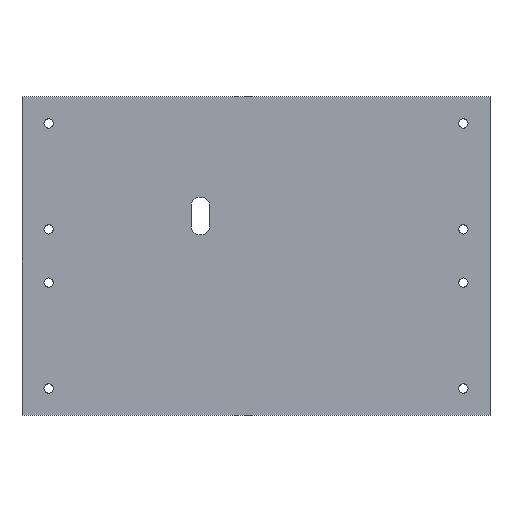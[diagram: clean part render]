
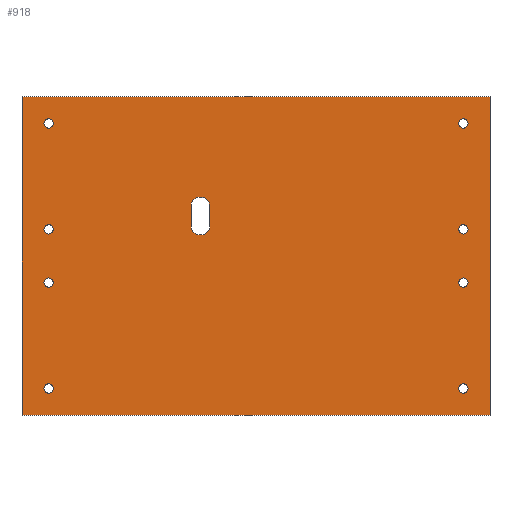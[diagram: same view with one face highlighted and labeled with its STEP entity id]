
A CAD part, top view. The second image highlights one B-rep face of the part: STEP entity #918.
In plain terms, the highlighted planar face has unit normal (0, 0, 1).
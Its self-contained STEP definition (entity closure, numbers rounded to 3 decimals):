
#169=DIRECTION('',(-1.,0.,0.));
#170=VECTOR('',#169,175.8);
#171=CARTESIAN_POINT('',(175.8,0.,3.));
#172=LINE('',#171,#170);
#173=DIRECTION('',(0.,1.,0.));
#174=VECTOR('',#173,119.6);
#175=CARTESIAN_POINT('',(175.8,-119.6,3.));
#176=LINE('',#175,#174);
#177=DIRECTION('',(1.,0.,0.));
#178=VECTOR('',#177,175.8);
#179=CARTESIAN_POINT('',(0.,-119.6,3.));
#180=LINE('',#179,#178);
#181=DIRECTION('',(0.,-1.,0.));
#182=VECTOR('',#181,119.6);
#183=CARTESIAN_POINT('',(0.,0.,3.));
#184=LINE('',#183,#182);
#185=CARTESIAN_POINT('',(165.8,-109.6,3.));
#186=DIRECTION('',(0.,0.,1.));
#187=DIRECTION('',(-1.,0.,0.));
#188=AXIS2_PLACEMENT_3D('',#185,#186,#187);
#190=CARTESIAN_POINT('',(165.8,-109.6,3.));
#191=DIRECTION('',(0.,0.,1.));
#192=DIRECTION('',(1.,0.,0.));
#193=AXIS2_PLACEMENT_3D('',#190,#191,#192);
#195=CARTESIAN_POINT('',(165.8,-69.8,3.));
#196=DIRECTION('',(0.,0.,1.));
#197=DIRECTION('',(-1.,0.,0.));
#198=AXIS2_PLACEMENT_3D('',#195,#196,#197);
#200=CARTESIAN_POINT('',(165.8,-69.8,3.));
#201=DIRECTION('',(0.,0.,1.));
#202=DIRECTION('',(1.,0.,0.));
#203=AXIS2_PLACEMENT_3D('',#200,#201,#202);
#205=CARTESIAN_POINT('',(165.8,-49.8,3.));
#206=DIRECTION('',(0.,0.,1.));
#207=DIRECTION('',(-1.,0.,0.));
#208=AXIS2_PLACEMENT_3D('',#205,#206,#207);
#210=CARTESIAN_POINT('',(165.8,-49.8,3.));
#211=DIRECTION('',(0.,0.,1.));
#212=DIRECTION('',(1.,0.,0.));
#213=AXIS2_PLACEMENT_3D('',#210,#211,#212);
#215=CARTESIAN_POINT('',(165.8,-10.,3.));
#216=DIRECTION('',(0.,0.,1.));
#217=DIRECTION('',(-1.,0.,0.));
#218=AXIS2_PLACEMENT_3D('',#215,#216,#217);
#220=CARTESIAN_POINT('',(165.8,-10.,3.));
#221=DIRECTION('',(0.,0.,1.));
#222=DIRECTION('',(1.,0.,0.));
#223=AXIS2_PLACEMENT_3D('',#220,#221,#222);
#225=CARTESIAN_POINT('',(10.,-10.,3.));
#226=DIRECTION('',(0.,0.,1.));
#227=DIRECTION('',(-1.,0.,0.));
#228=AXIS2_PLACEMENT_3D('',#225,#226,#227);
#230=CARTESIAN_POINT('',(10.,-10.,3.));
#231=DIRECTION('',(0.,0.,1.));
#232=DIRECTION('',(1.,0.,0.));
#233=AXIS2_PLACEMENT_3D('',#230,#231,#232);
#235=CARTESIAN_POINT('',(10.,-69.8,3.));
#236=DIRECTION('',(0.,0.,1.));
#237=DIRECTION('',(-1.,0.,0.));
#238=AXIS2_PLACEMENT_3D('',#235,#236,#237);
#240=CARTESIAN_POINT('',(10.,-69.8,3.));
#241=DIRECTION('',(0.,0.,1.));
#242=DIRECTION('',(1.,0.,0.));
#243=AXIS2_PLACEMENT_3D('',#240,#241,#242);
#245=CARTESIAN_POINT('',(10.,-109.6,3.));
#246=DIRECTION('',(0.,0.,1.));
#247=DIRECTION('',(-1.,0.,0.));
#248=AXIS2_PLACEMENT_3D('',#245,#246,#247);
#250=CARTESIAN_POINT('',(10.,-109.6,3.));
#251=DIRECTION('',(0.,0.,1.));
#252=DIRECTION('',(1.,0.,0.));
#253=AXIS2_PLACEMENT_3D('',#250,#251,#252);
#255=CARTESIAN_POINT('',(10.,-49.8,3.));
#256=DIRECTION('',(0.,0.,1.));
#257=DIRECTION('',(-1.,0.,0.));
#258=AXIS2_PLACEMENT_3D('',#255,#256,#257);
#260=CARTESIAN_POINT('',(10.,-49.8,3.));
#261=DIRECTION('',(0.,0.,1.));
#262=DIRECTION('',(1.,0.,0.));
#263=AXIS2_PLACEMENT_3D('',#260,#261,#262);
#265=DIRECTION('',(0.,-1.,0.));
#266=VECTOR('',#265,8.);
#267=CARTESIAN_POINT('',(63.5,-40.8,3.));
#268=LINE('',#267,#266);
#269=DIRECTION('',(1.,0.,0.));
#270=VECTOR('',#269,1.);
#271=CARTESIAN_POINT('',(66.5,-51.8,3.));
#272=LINE('',#271,#270);
#273=DIRECTION('',(0.,1.,0.));
#274=VECTOR('',#273,8.);
#275=CARTESIAN_POINT('',(70.5,-48.8,3.));
#276=LINE('',#275,#274);
#277=DIRECTION('',(-1.,0.,0.));
#278=VECTOR('',#277,1.);
#279=CARTESIAN_POINT('',(67.5,-37.8,3.));
#280=LINE('',#279,#278);
#457=CARTESIAN_POINT('',(66.5,-48.8,3.));
#458=DIRECTION('',(0.,0.,-1.));
#459=DIRECTION('',(0.,-1.,0.));
#460=AXIS2_PLACEMENT_3D('',#457,#458,#459);
#475=CARTESIAN_POINT('',(67.5,-48.8,3.));
#476=DIRECTION('',(0.,0.,-1.));
#477=DIRECTION('',(1.,0.,0.));
#478=AXIS2_PLACEMENT_3D('',#475,#476,#477);
#493=CARTESIAN_POINT('',(67.5,-40.8,3.));
#494=DIRECTION('',(0.,0.,-1.));
#495=DIRECTION('',(0.,1.,0.));
#496=AXIS2_PLACEMENT_3D('',#493,#494,#495);
#511=CARTESIAN_POINT('',(66.5,-40.8,3.));
#512=DIRECTION('',(0.,0.,-1.));
#513=DIRECTION('',(-1.,0.,0.));
#514=AXIS2_PLACEMENT_3D('',#511,#512,#513);
#529=CARTESIAN_POINT('',(175.8,0.,3.));
#530=CARTESIAN_POINT('',(0.,0.,3.));
#531=VERTEX_POINT('',#529);
#532=VERTEX_POINT('',#530);
#533=CARTESIAN_POINT('',(0.,-119.6,3.));
#534=VERTEX_POINT('',#533);
#535=CARTESIAN_POINT('',(175.8,-119.6,3.));
#536=VERTEX_POINT('',#535);
#565=CARTESIAN_POINT('',(164.05,-109.6,3.));
#566=CARTESIAN_POINT('',(167.55,-109.6,3.));
#567=VERTEX_POINT('',#565);
#568=VERTEX_POINT('',#566);
#569=CARTESIAN_POINT('',(164.05,-69.8,3.));
#570=CARTESIAN_POINT('',(167.55,-69.8,3.));
#571=VERTEX_POINT('',#569);
#572=VERTEX_POINT('',#570);
#573=CARTESIAN_POINT('',(164.05,-49.8,3.));
#574=CARTESIAN_POINT('',(167.55,-49.8,3.));
#575=VERTEX_POINT('',#573);
#576=VERTEX_POINT('',#574);
#577=CARTESIAN_POINT('',(164.05,-10.,3.));
#578=CARTESIAN_POINT('',(167.55,-10.,3.));
#579=VERTEX_POINT('',#577);
#580=VERTEX_POINT('',#578);
#581=CARTESIAN_POINT('',(8.25,-10.,3.));
#582=CARTESIAN_POINT('',(11.75,-10.,3.));
#583=VERTEX_POINT('',#581);
#584=VERTEX_POINT('',#582);
#585=CARTESIAN_POINT('',(8.25,-69.8,3.));
#586=CARTESIAN_POINT('',(11.75,-69.8,3.));
#587=VERTEX_POINT('',#585);
#588=VERTEX_POINT('',#586);
#589=CARTESIAN_POINT('',(8.25,-109.6,3.));
#590=CARTESIAN_POINT('',(11.75,-109.6,3.));
#591=VERTEX_POINT('',#589);
#592=VERTEX_POINT('',#590);
#593=CARTESIAN_POINT('',(70.5,-48.8,3.));
#595=VERTEX_POINT('',#593);
#597=CARTESIAN_POINT('',(67.5,-51.8,3.));
#599=VERTEX_POINT('',#597);
#601=CARTESIAN_POINT('',(66.5,-51.8,3.));
#603=VERTEX_POINT('',#601);
#605=CARTESIAN_POINT('',(63.5,-48.8,3.));
#607=VERTEX_POINT('',#605);
#609=CARTESIAN_POINT('',(63.5,-40.8,3.));
#611=VERTEX_POINT('',#609);
#613=CARTESIAN_POINT('',(66.5,-37.8,3.));
#615=VERTEX_POINT('',#613);
#617=CARTESIAN_POINT('',(67.5,-37.8,3.));
#619=VERTEX_POINT('',#617);
#621=CARTESIAN_POINT('',(70.5,-40.8,3.));
#623=VERTEX_POINT('',#621);
#677=CARTESIAN_POINT('',(8.25,-49.8,3.));
#678=CARTESIAN_POINT('',(11.75,-49.8,3.));
#679=VERTEX_POINT('',#677);
#680=VERTEX_POINT('',#678);
#839=CARTESIAN_POINT('',(0.,0.,3.));
#840=DIRECTION('',(0.,0.,1.));
#841=DIRECTION('',(-1.,0.,0.));
#842=AXIS2_PLACEMENT_3D('',#839,#840,#841);
#843=PLANE('',#842);
#845=ORIENTED_EDGE('',*,*,#844,.F.);
#847=ORIENTED_EDGE('',*,*,#846,.F.);
#849=ORIENTED_EDGE('',*,*,#848,.F.);
#851=ORIENTED_EDGE('',*,*,#850,.F.);
#852=EDGE_LOOP('',(#845,#847,#849,#851));
#853=FACE_OUTER_BOUND('',#852,.F.);
#854=ORIENTED_EDGE('',*,*,#819,.T.);
#855=ORIENTED_EDGE('',*,*,#833,.T.);
#856=EDGE_LOOP('',(#854,#855));
#857=FACE_BOUND('',#856,.F.);
#859=ORIENTED_EDGE('',*,*,#858,.T.);
#861=ORIENTED_EDGE('',*,*,#860,.T.);
#862=EDGE_LOOP('',(#859,#861));
#863=FACE_BOUND('',#862,.F.);
#865=ORIENTED_EDGE('',*,*,#864,.T.);
#867=ORIENTED_EDGE('',*,*,#866,.T.);
#868=EDGE_LOOP('',(#865,#867));
#869=FACE_BOUND('',#868,.F.);
#871=ORIENTED_EDGE('',*,*,#870,.T.);
#873=ORIENTED_EDGE('',*,*,#872,.T.);
#874=EDGE_LOOP('',(#871,#873));
#875=FACE_BOUND('',#874,.F.);
#877=ORIENTED_EDGE('',*,*,#876,.T.);
#879=ORIENTED_EDGE('',*,*,#878,.T.);
#880=EDGE_LOOP('',(#877,#879));
#881=FACE_BOUND('',#880,.F.);
#883=ORIENTED_EDGE('',*,*,#882,.T.);
#885=ORIENTED_EDGE('',*,*,#884,.T.);
#886=EDGE_LOOP('',(#883,#885));
#887=FACE_BOUND('',#886,.F.);
#889=ORIENTED_EDGE('',*,*,#888,.T.);
#891=ORIENTED_EDGE('',*,*,#890,.T.);
#892=EDGE_LOOP('',(#889,#891));
#893=FACE_BOUND('',#892,.F.);
#895=ORIENTED_EDGE('',*,*,#894,.T.);
#897=ORIENTED_EDGE('',*,*,#896,.T.);
#898=EDGE_LOOP('',(#895,#897));
#899=FACE_BOUND('',#898,.F.);
#901=ORIENTED_EDGE('',*,*,#900,.T.);
#903=ORIENTED_EDGE('',*,*,#902,.F.);
#905=ORIENTED_EDGE('',*,*,#904,.T.);
#907=ORIENTED_EDGE('',*,*,#906,.F.);
#909=ORIENTED_EDGE('',*,*,#908,.T.);
#911=ORIENTED_EDGE('',*,*,#910,.F.);
#913=ORIENTED_EDGE('',*,*,#912,.T.);
#915=ORIENTED_EDGE('',*,*,#914,.F.);
#916=EDGE_LOOP('',(#901,#903,#905,#907,#909,#911,#913,#915));
#917=FACE_BOUND('',#916,.F.);
#918=ADVANCED_FACE('',(#853,#857,#863,#869,#875,#881,#887,#893,#899,#917),#843,
.T.);
#189=CIRCLE('',#188,1.75);
#194=CIRCLE('',#193,1.75);
#199=CIRCLE('',#198,1.75);
#204=CIRCLE('',#203,1.75);
#209=CIRCLE('',#208,1.75);
#214=CIRCLE('',#213,1.75);
#219=CIRCLE('',#218,1.75);
#224=CIRCLE('',#223,1.75);
#229=CIRCLE('',#228,1.75);
#234=CIRCLE('',#233,1.75);
#239=CIRCLE('',#238,1.75);
#244=CIRCLE('',#243,1.75);
#249=CIRCLE('',#248,1.75);
#254=CIRCLE('',#253,1.75);
#259=CIRCLE('',#258,1.75);
#264=CIRCLE('',#263,1.75);
#461=CIRCLE('',#460,3.);
#479=CIRCLE('',#478,3.);
#497=CIRCLE('',#496,3.);
#515=CIRCLE('',#514,3.);
#819=EDGE_CURVE('',#567,#568,#189,.T.);
#833=EDGE_CURVE('',#568,#567,#194,.T.);
#844=EDGE_CURVE('',#531,#532,#172,.T.);
#846=EDGE_CURVE('',#536,#531,#176,.T.);
#848=EDGE_CURVE('',#534,#536,#180,.T.);
#850=EDGE_CURVE('',#532,#534,#184,.T.);
#858=EDGE_CURVE('',#571,#572,#199,.T.);
#860=EDGE_CURVE('',#572,#571,#204,.T.);
#864=EDGE_CURVE('',#575,#576,#209,.T.);
#866=EDGE_CURVE('',#576,#575,#214,.T.);
#870=EDGE_CURVE('',#579,#580,#219,.T.);
#872=EDGE_CURVE('',#580,#579,#224,.T.);
#876=EDGE_CURVE('',#583,#584,#229,.T.);
#878=EDGE_CURVE('',#584,#583,#234,.T.);
#882=EDGE_CURVE('',#587,#588,#239,.T.);
#884=EDGE_CURVE('',#588,#587,#244,.T.);
#888=EDGE_CURVE('',#591,#592,#249,.T.);
#890=EDGE_CURVE('',#592,#591,#254,.T.);
#894=EDGE_CURVE('',#679,#680,#259,.T.);
#896=EDGE_CURVE('',#680,#679,#264,.T.);
#900=EDGE_CURVE('',#611,#607,#268,.T.);
#902=EDGE_CURVE('',#603,#607,#461,.T.);
#904=EDGE_CURVE('',#603,#599,#272,.T.);
#906=EDGE_CURVE('',#595,#599,#479,.T.);
#908=EDGE_CURVE('',#595,#623,#276,.T.);
#910=EDGE_CURVE('',#619,#623,#497,.T.);
#912=EDGE_CURVE('',#619,#615,#280,.T.);
#914=EDGE_CURVE('',#611,#615,#515,.T.);
